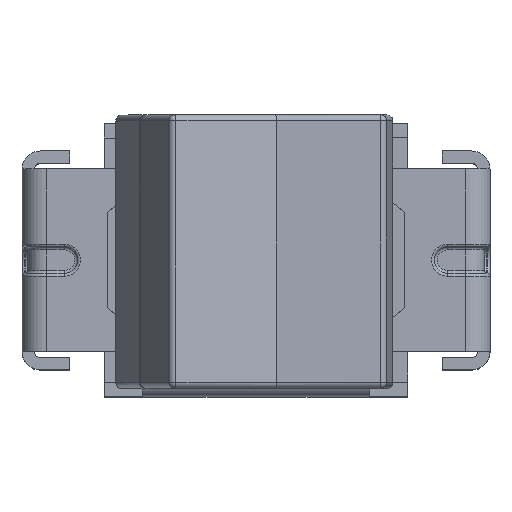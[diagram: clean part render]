
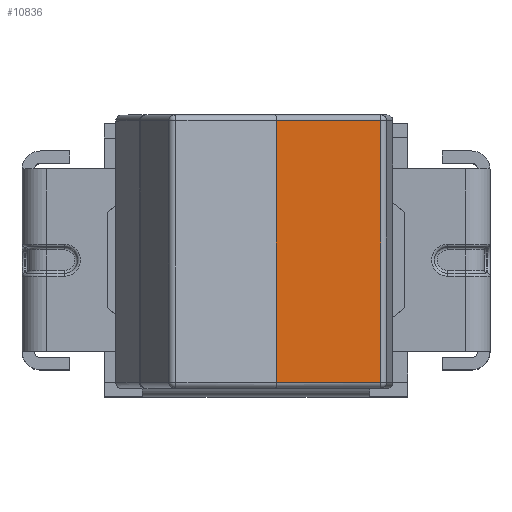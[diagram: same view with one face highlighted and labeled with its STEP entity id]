
A CAD part, top view. The second image highlights one B-rep face of the part: STEP entity #10836.
In plain terms, the highlighted planar face has unit normal (0, 0, 1).
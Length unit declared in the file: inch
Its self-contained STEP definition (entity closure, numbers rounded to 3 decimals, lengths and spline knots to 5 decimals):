
#890=FACE_OUTER_BOUND('',#1525,.T.);
#1525=EDGE_LOOP('',(#9470,#9471,#9472,#9473));
#2961=LINE('',#17921,#4109);
#2972=LINE('',#17961,#4120);
#2973=LINE('',#17965,#4121);
#2974=LINE('',#17966,#4122);
#4109=VECTOR('',#14719,0.3937);
#4120=VECTOR('',#14766,0.3937);
#4121=VECTOR('',#14771,0.3937);
#4122=VECTOR('',#14772,0.3937);
#5096=VERTEX_POINT('',#17915);
#5098=VERTEX_POINT('',#17919);
#5109=VERTEX_POINT('',#17960);
#5110=VERTEX_POINT('',#17964);
#6569=EDGE_CURVE('',#5098,#5096,#2961,.T.);
#6589=EDGE_CURVE('',#5109,#5096,#2972,.T.);
#6591=EDGE_CURVE('',#5110,#5098,#2973,.T.);
#6592=EDGE_CURVE('',#5109,#5110,#2974,.T.);
#9470=ORIENTED_EDGE('',*,*,#6569,.F.);
#9471=ORIENTED_EDGE('',*,*,#6591,.F.);
#9472=ORIENTED_EDGE('',*,*,#6592,.F.);
#9473=ORIENTED_EDGE('',*,*,#6589,.T.);
#10247=PLANE('',#11833);
#10836=ADVANCED_FACE('',(#890),#10247,.T.);
#11833=AXIS2_PLACEMENT_3D('',#17963,#14769,#14770);
#14719=DIRECTION('',(1.,0.,0.));
#14766=DIRECTION('',(0.,1.,0.));
#14769=DIRECTION('center_axis',(0.,0.,
1.));
#14770=DIRECTION('ref_axis',(0.,1.,0.));
#14771=DIRECTION('',(0.,1.,0.));
#14772=DIRECTION('',(-1.,0.,0.));
#17915=CARTESIAN_POINT('',(0.20506,0.22856,0.80551));
#17919=CARTESIAN_POINT('',(0.03354,0.22856,0.80551));
#17921=CARTESIAN_POINT('',(0.10977,0.22856,0.80551));
#17960=CARTESIAN_POINT('',(0.20506,-0.20175,0.80551));
#17961=CARTESIAN_POINT('',(0.20506,-0.21159,0.80551));
#17963=CARTESIAN_POINT('Origin',(0.20506,-0.21159,0.80551));
#17964=CARTESIAN_POINT('',(0.03354,-0.20175,0.80551));
#17965=CARTESIAN_POINT('',(0.03354,-0.21159,0.80551));
#17966=CARTESIAN_POINT('',(0.10977,-0.20175,0.80551));
